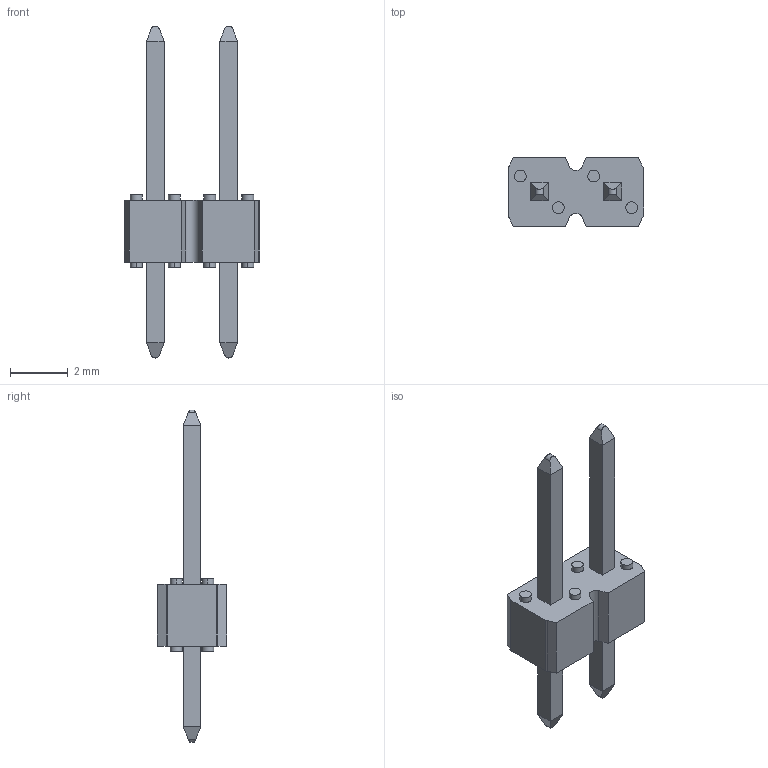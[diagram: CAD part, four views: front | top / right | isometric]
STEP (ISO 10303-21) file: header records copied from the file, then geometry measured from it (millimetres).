
FILE_DESCRIPTION((''),'2;1');
FILE_NAME('77311-Y18-02_ASM','2006-11-25T',('lmulin'),('FCI - CDC Division'),'PRO/ENGINEER BY PARAMETRIC TECHNOLOGY CORPORATION, 2004490','PRO/ENGINEER BY PARAMETRIC TECHNOLOGY CORPORATION, 2004490','');
FILE_SCHEMA(('CONFIG_CONTROL_DESIGN'));
Length unit declared in the file: millimetre
Products named in the file (3): 98471_002; 77310_Y16; 77311-Y18-02_ASM
Assembly tree (3 placements, depth 2):
  77311-Y18-02_ASM
    98471_002
    77310_Y16  x2
Bounding box: 4.68 x 2.41 x 11.5 mm (x, y, z)
Volume: 29.8 mm3; surface area: 119.2 mm2
Topology: 3 solids, 3 shells, 82 faces, 188 edges, 120 vertices
Faces by surface type: plane 56, cylinder 26
Entity records: 2091 total; most frequent: CARTESIAN_POINT 384, DIRECTION 348, ORIENTED_EDGE 320, EDGE_CURVE 160, AXIS2_PLACEMENT_3D 118, VECTOR 112, LINE 112, VERTEX_POINT 104
